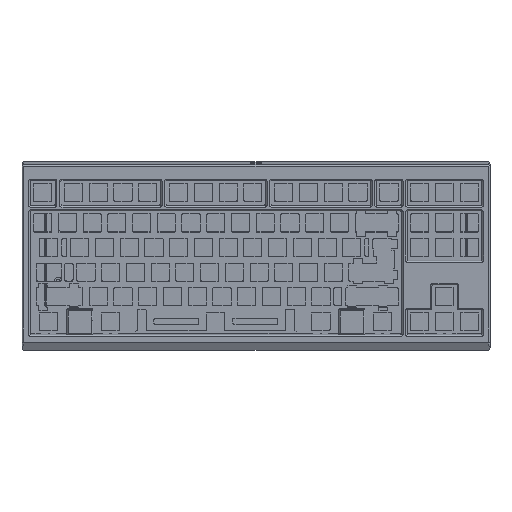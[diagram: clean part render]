
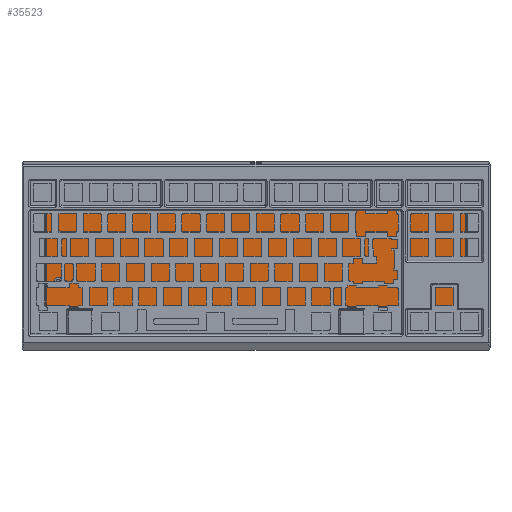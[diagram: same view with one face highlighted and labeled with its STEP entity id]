
A CAD part, top view. The second image highlights one B-rep face of the part: STEP entity #35523.
In plain terms, the highlighted planar face has unit normal (0, -0.104, 0.995).
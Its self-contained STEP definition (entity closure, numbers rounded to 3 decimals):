
#643=FACE_BOUND('',#7049,.T.);
#644=FACE_BOUND('',#7050,.T.);
#645=FACE_BOUND('',#7051,.T.);
#646=FACE_BOUND('',#7052,.T.);
#2271=CIRCLE('',#38962,3.125);
#2274=CIRCLE('',#38967,3.125);
#2277=CIRCLE('',#38972,3.125);
#2280=CIRCLE('',#38977,3.125);
#2284=CIRCLE('',#38984,1.875);
#2286=CIRCLE('',#38988,1.875);
#2288=CIRCLE('',#38992,1.875);
#2290=CIRCLE('',#38996,1.875);
#4896=FACE_OUTER_BOUND('',#7048,.T.);
#7048=EDGE_LOOP('',(#32525,#32526,#32527,#32528,#32529,#32530,#32531,#32532));
#7049=EDGE_LOOP('',(#32533));
#7050=EDGE_LOOP('',(#32534));
#7051=EDGE_LOOP('',(#32535));
#7052=EDGE_LOOP('',(#32536));
#10398=LINE('',#61514,#13789);
#10402=LINE('',#61526,#13793);
#10406=LINE('',#61538,#13797);
#10410=LINE('',#61550,#13801);
#13789=VECTOR('',#49146,10.);
#13793=VECTOR('',#49158,10.);
#13797=VECTOR('',#49170,10.);
#13801=VECTOR('',#49182,10.);
#17164=VERTEX_POINT('',#61467);
#17167=VERTEX_POINT('',#61477);
#17170=VERTEX_POINT('',#61487);
#17173=VERTEX_POINT('',#61497);
#17176=VERTEX_POINT('',#61507);
#17179=VERTEX_POINT('',#61512);
#17180=VERTEX_POINT('',#61516);
#17182=VERTEX_POINT('',#61522);
#17184=VERTEX_POINT('',#61528);
#17186=VERTEX_POINT('',#61534);
#17188=VERTEX_POINT('',#61540);
#17190=VERTEX_POINT('',#61546);
#22271=EDGE_CURVE('',#17164,#17164,#2271,.T.);
#22276=EDGE_CURVE('',#17167,#17167,#2274,.T.);
#22281=EDGE_CURVE('',#17170,#17170,#2277,.T.);
#22286=EDGE_CURVE('',#17173,#17173,#2280,.T.);
#22294=EDGE_CURVE('',#17179,#17176,#10398,.T.);
#22297=EDGE_CURVE('',#17176,#17180,#2284,.T.);
#22300=EDGE_CURVE('',#17180,#17182,#10402,.T.);
#22303=EDGE_CURVE('',#17182,#17184,#2286,.T.);
#22306=EDGE_CURVE('',#17184,#17186,#10406,.T.);
#22309=EDGE_CURVE('',#17186,#17188,#2288,.T.);
#22312=EDGE_CURVE('',#17188,#17190,#10410,.T.);
#22314=EDGE_CURVE('',#17190,#17179,#2290,.T.);
#32525=ORIENTED_EDGE('',*,*,#22294,.F.);
#32526=ORIENTED_EDGE('',*,*,#22314,.F.);
#32527=ORIENTED_EDGE('',*,*,#22312,.F.);
#32528=ORIENTED_EDGE('',*,*,#22309,.F.);
#32529=ORIENTED_EDGE('',*,*,#22306,.F.);
#32530=ORIENTED_EDGE('',*,*,#22303,.F.);
#32531=ORIENTED_EDGE('',*,*,#22300,.F.);
#32532=ORIENTED_EDGE('',*,*,#22297,.F.);
#32533=ORIENTED_EDGE('',*,*,#22271,.T.);
#32534=ORIENTED_EDGE('',*,*,#22276,.T.);
#32535=ORIENTED_EDGE('',*,*,#22281,.T.);
#32536=ORIENTED_EDGE('',*,*,#22286,.T.);
#33688=PLANE('',#39003);
#35523=ADVANCED_FACE('',(#4896,#643,#644,#645,#646),#33688,.T.);
#38962=AXIS2_PLACEMENT_3D('',#61468,#49095,#49096);
#38967=AXIS2_PLACEMENT_3D('',#61478,#49107,#49108);
#38972=AXIS2_PLACEMENT_3D('',#61488,#49119,#49120);
#38977=AXIS2_PLACEMENT_3D('',#61498,#49131,#49132);
#38984=AXIS2_PLACEMENT_3D('',#61520,#49152,#49153);
#38988=AXIS2_PLACEMENT_3D('',#61532,#49164,#49165);
#38992=AXIS2_PLACEMENT_3D('',#61544,#49176,#49177);
#38996=AXIS2_PLACEMENT_3D('',#61553,#49187,#49188);
#39003=AXIS2_PLACEMENT_3D('',#61572,#49208,#49209);
#49095=DIRECTION('center_axis',(0.,0.105,
-0.995));
#49096=DIRECTION('ref_axis',(1.,0.,0.));
#49107=DIRECTION('center_axis',(0.,0.105,
-0.995));
#49108=DIRECTION('ref_axis',(1.,0.,0.));
#49119=DIRECTION('center_axis',(0.,0.105,
-0.995));
#49120=DIRECTION('ref_axis',(1.,0.,0.));
#49131=DIRECTION('center_axis',(0.,0.105,
-0.995));
#49132=DIRECTION('ref_axis',(1.,0.,0.));
#49146=DIRECTION('',(0.,0.995,0.105));
#49152=DIRECTION('center_axis',(0.,0.105,
-0.995));
#49153=DIRECTION('ref_axis',(0.,0.995,0.105));
#49158=DIRECTION('',(1.,0.,0.));
#49164=DIRECTION('center_axis',(0.,0.105,
-0.995));
#49165=DIRECTION('ref_axis',(1.,0.,0.));
#49170=DIRECTION('',(0.,-0.995,-0.105));
#49176=DIRECTION('center_axis',(0.,0.105,
-0.995));
#49177=DIRECTION('ref_axis',(0.,-0.995,-0.105));
#49182=DIRECTION('',(-1.,0.,0.));
#49187=DIRECTION('center_axis',(0.,0.105,
-0.995));
#49188=DIRECTION('ref_axis',(-1.,0.,0.));
#49208=DIRECTION('center_axis',(0.,-0.105,
0.995));
#49209=DIRECTION('ref_axis',(1.,0.,0.));
#61467=CARTESIAN_POINT('',(322.963,-44.032,1.096));
#61468=CARTESIAN_POINT('Origin',(326.088,-44.032,1.096));
#61477=CARTESIAN_POINT('',(18.45,-80.034,-2.688));
#61478=CARTESIAN_POINT('Origin',(21.575,-80.034,-2.688));
#61487=CARTESIAN_POINT('',(18.45,-44.032,1.096));
#61488=CARTESIAN_POINT('Origin',(21.575,-44.032,1.096));
#61497=CARTESIAN_POINT('',(322.963,-80.034,-2.688));
#61498=CARTESIAN_POINT('Origin',(326.088,-80.034,-2.688));
#61507=CARTESIAN_POINT('',(12.2,-26.628,2.925));
#61512=CARTESIAN_POINT('',(12.2,-97.438,-4.517));
#61514=CARTESIAN_POINT('',(12.2,-44.331,1.065));
#61516=CARTESIAN_POINT('',(14.075,-24.764,3.121));
#61520=CARTESIAN_POINT('Origin',(14.075,-26.628,2.925));
#61522=CARTESIAN_POINT('',(333.588,-24.764,3.121));
#61526=CARTESIAN_POINT('',(253.709,-24.764,3.121));
#61528=CARTESIAN_POINT('',(335.463,-26.628,2.925));
#61532=CARTESIAN_POINT('Origin',(333.588,-26.628,2.925));
#61534=CARTESIAN_POINT('',(335.463,-97.438,-4.517));
#61538=CARTESIAN_POINT('',(335.463,-79.736,-2.656));
#61540=CARTESIAN_POINT('',(333.588,-99.303,-4.713));
#61544=CARTESIAN_POINT('Origin',(333.588,-97.438,-4.517));
#61546=CARTESIAN_POINT('',(14.075,-99.303,-4.713));
#61550=CARTESIAN_POINT('',(93.953,-99.303,-4.713));
#61553=CARTESIAN_POINT('Origin',(14.075,-97.438,-4.517));
#61572=CARTESIAN_POINT('Origin',(173.831,-62.033,-0.796));
